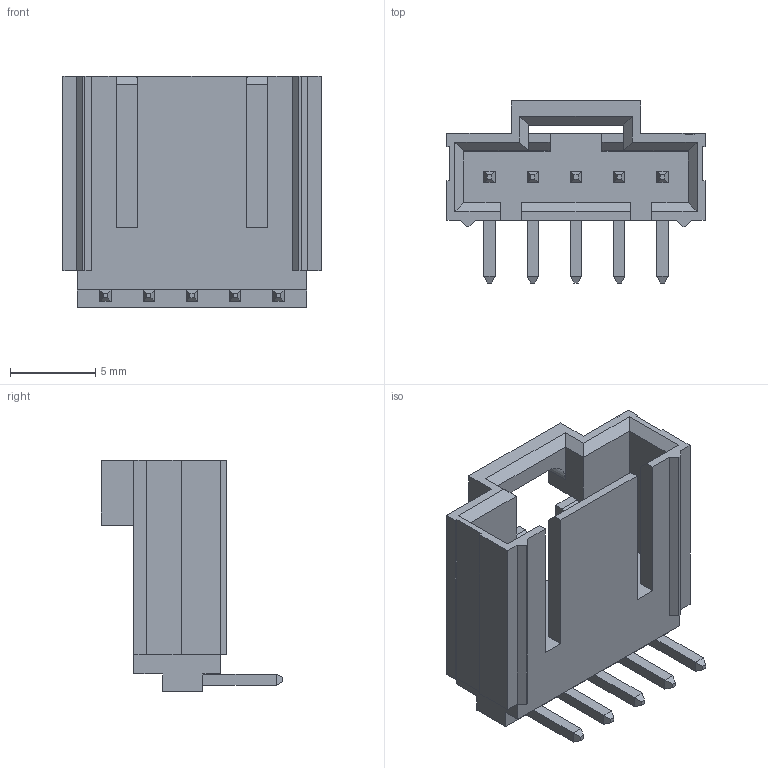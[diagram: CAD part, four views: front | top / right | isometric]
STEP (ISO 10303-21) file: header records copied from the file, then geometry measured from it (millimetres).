
FILE_DESCRIPTION( ( 'STEP AP214' ), '1' );
FILE_NAME( 'psolqas14413665420.stp', '2019-07-16T12:41:36', ( '' ), ( '' ), ' ', 'PARTsolutions', ' ' );
FILE_SCHEMA( ( 'AUTOMOTIVE_DESIGN { 1 0 10303 214 1 1 1 1 }' ) );
Length unit declared in the file: metre
Products named in the file (1): 1
Bounding box: 15.16 x 10.68 x 13.59 mm (x, y, z)
Volume: 616.6 mm3; surface area: 1118.3 mm2
Topology: 1 solids, 1 shells, 164 faces, 409 edges, 256 vertices
Faces by surface type: plane 162, cylinder 2
Entity records: 4736 total; most frequent: CARTESIAN_POINT 830, ORIENTED_EDGE 818, DIRECTION 743, EDGE_CURVE 409, LINE 405, VECTOR 405, VERTEX_POINT 256, EDGE_LOOP 175
